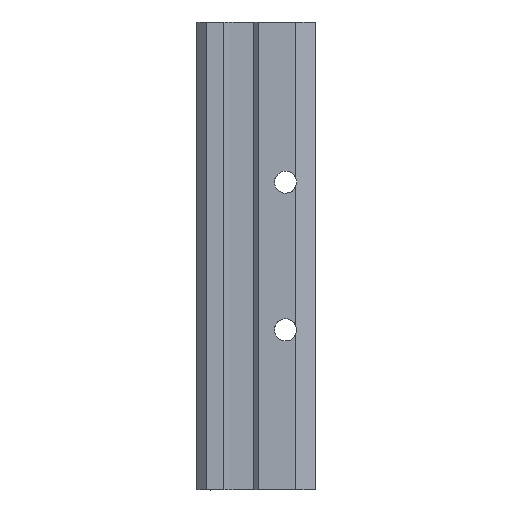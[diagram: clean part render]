
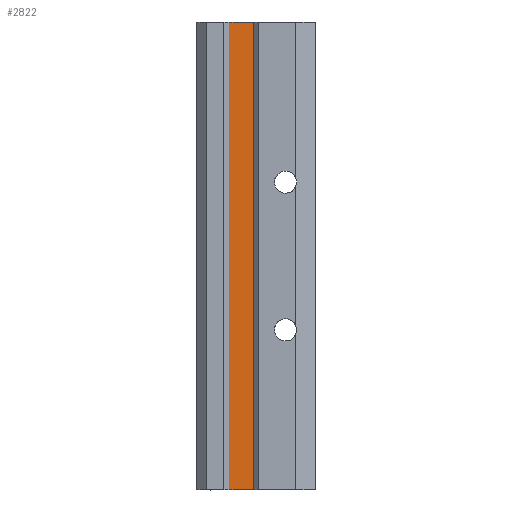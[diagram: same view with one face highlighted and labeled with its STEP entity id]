
A CAD part, left-side view. The second image highlights one B-rep face of the part: STEP entity #2822.
In plain terms, the highlighted free-form (B-spline) face has degree [1, 1] with [2, 2] control points.
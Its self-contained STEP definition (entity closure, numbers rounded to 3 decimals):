
#54 = ORIENTED_EDGE ( 'NONE', *, *, #1219, .F. ) ;
#240 = CARTESIAN_POINT ( 'NONE',  ( -8., 12.5, -95. ) ) ;
#243 = VERTEX_POINT ( 'NONE', #939 ) ;
#623 = ORIENTED_EDGE ( 'NONE', *, *, #967, .T. ) ;
#645 = CARTESIAN_POINT ( 'NONE',  ( -8., 12.5, 0. ) ) ;
#663 = CARTESIAN_POINT ( 'NONE',  ( -8., 17.5, 0. ) ) ;
#805 = FACE_OUTER_BOUND ( 'NONE', #1699, .T. ) ;
#839 = B_SPLINE_CURVE_WITH_KNOTS ( 'NONE', 1,
 ( #2816, #1493 ),
 .UNSPECIFIED., .F., .F.,
 ( 2, 2 ),
 ( 0., 1. ),
 .UNSPECIFIED. ) ;
#872 = CARTESIAN_POINT ( 'NONE',  ( -8., 17.5, 0. ) ) ;
#873 = CARTESIAN_POINT ( 'NONE',  ( -8., 17.5, 0. ) ) ;
#939 = CARTESIAN_POINT ( 'NONE',  ( -8., 12.5, 0. ) ) ;
#967 = EDGE_CURVE ( 'NONE', #1544, #243, #2518, .T. ) ;
#1060 = EDGE_CURVE ( 'NONE', #2704, #1544, #2309, .T. ) ;
#1078 = CARTESIAN_POINT ( 'NONE',  ( -8., 12.5, -95. ) ) ;
#1219 = EDGE_CURVE ( 'NONE', #2798, #243, #2344, .T. ) ;
#1493 = CARTESIAN_POINT ( 'NONE',  ( -8., 17.5, -95. ) ) ;
#1544 = VERTEX_POINT ( 'NONE', #1930 ) ;
#1699 = EDGE_LOOP ( 'NONE', ( #2469, #623, #54, #2539 ) ) ;
#1703 = CARTESIAN_POINT ( 'NONE',  ( -8., 17.5, -95. ) ) ;
#1826 = B_SPLINE_SURFACE_WITH_KNOTS ( 'NONE', 1, 1, ( 
 ( #240, #2415 ),
 ( #1997, #663 ) ),
 .UNSPECIFIED., .F., .F., .F.,
 ( 2, 2 ),
 ( 2, 2 ),
 ( 0., 1. ),
 ( 0., 1. ),
 .UNSPECIFIED. ) ;
#1930 = CARTESIAN_POINT ( 'NONE',  ( -8., 12.5, -95. ) ) ;
#1965 = CARTESIAN_POINT ( 'NONE',  ( -8., 17.5, -95. ) ) ;
#1997 = CARTESIAN_POINT ( 'NONE',  ( -8., 12.5, 0. ) ) ;
#2176 = EDGE_CURVE ( 'NONE', #2798, #2704, #839, .T. ) ;
#2309 = B_SPLINE_CURVE_WITH_KNOTS ( 'NONE', 1,
 ( #1703, #2779 ),
 .UNSPECIFIED., .F., .F.,
 ( 2, 2 ),
 ( 0., 1. ),
 .UNSPECIFIED. ) ;
#2344 = B_SPLINE_CURVE_WITH_KNOTS ( 'NONE', 1,
 ( #873, #645 ),
 .UNSPECIFIED., .F., .F.,
 ( 2, 2 ),
 ( 0., 1. ),
 .UNSPECIFIED. ) ;
#2405 = CARTESIAN_POINT ( 'NONE',  ( -8., 12.5, 0. ) ) ;
#2415 = CARTESIAN_POINT ( 'NONE',  ( -8., 17.5, -95. ) ) ;
#2469 = ORIENTED_EDGE ( 'NONE', *, *, #1060, .T. ) ;
#2518 = B_SPLINE_CURVE_WITH_KNOTS ( 'NONE', 1,
 ( #1078, #2405 ),
 .UNSPECIFIED., .F., .F.,
 ( 2, 2 ),
 ( 0., 1. ),
 .UNSPECIFIED. ) ;
#2539 = ORIENTED_EDGE ( 'NONE', *, *, #2176, .T. ) ;
#2704 = VERTEX_POINT ( 'NONE', #1965 ) ;
#2779 = CARTESIAN_POINT ( 'NONE',  ( -8., 12.5, -95. ) ) ;
#2798 = VERTEX_POINT ( 'NONE', #872 ) ;
#2816 = CARTESIAN_POINT ( 'NONE',  ( -8., 17.5, 0. ) ) ;
#2822 = ADVANCED_FACE ( 'NONE', ( #805 ), #1826, .T. ) ;
